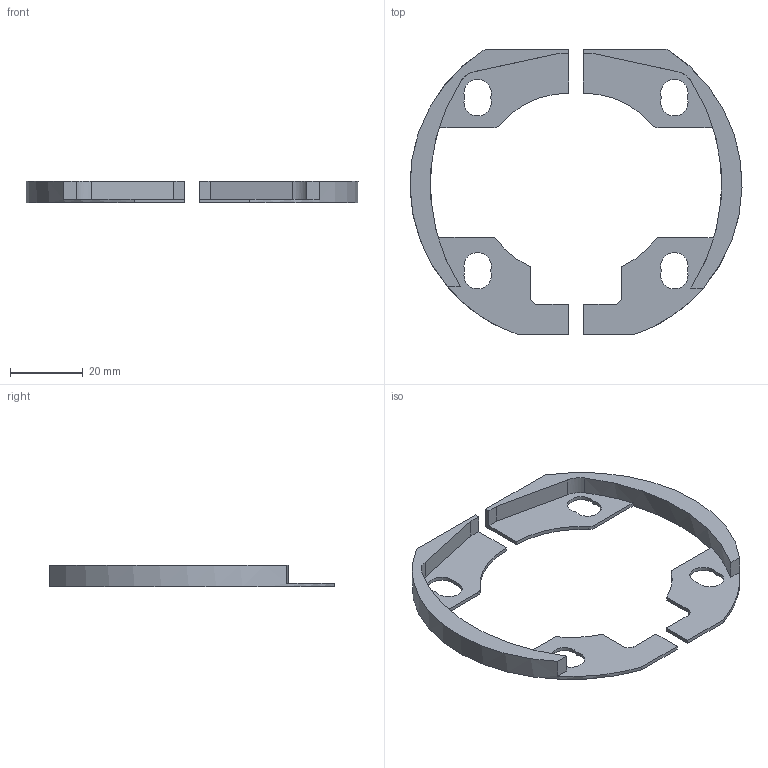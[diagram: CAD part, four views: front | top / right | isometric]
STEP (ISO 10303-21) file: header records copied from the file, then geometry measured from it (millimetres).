
FILE_DESCRIPTION(/* description */ (''),/* implementation_level */ '2;1');
FILE_NAME(/* name */ 'Joint embase carter Polini 103 cylindre Nitro.step',/* time_stamp */ '2023-11-02T15:35:25+01:00',/* author */ (''),/* organization */ (''),/* preprocessor_version */ 'ST-DEVELOPER v20',/* originating_system */ 'Autodesk Translation Framework v12.14.0.127',/* authorisation */ '');
FILE_SCHEMA (('AUTOMOTIVE_DESIGN { 1 0 10303 214 3 1 1 }'));
Length unit declared in the file: millimetre
Products named in the file (1): Joint embase carter Polini 103 cylindre Nitro
Bounding box: 91.12 x 78.32 x 6 mm (x, y, z)
Volume: 6344.3 mm3; surface area: 7579.1 mm2
Topology: 2 solids, 2 shells, 58 faces, 168 edges, 112 vertices
Faces by surface type: plane 32, cylinder 26
Entity records: 1990 total; most frequent: DIRECTION 348, CARTESIAN_POINT 339, ORIENTED_EDGE 336, EDGE_CURVE 168, AXIS2_PLACEMENT_3D 121, VERTEX_POINT 112, LINE 106, VECTOR 106
